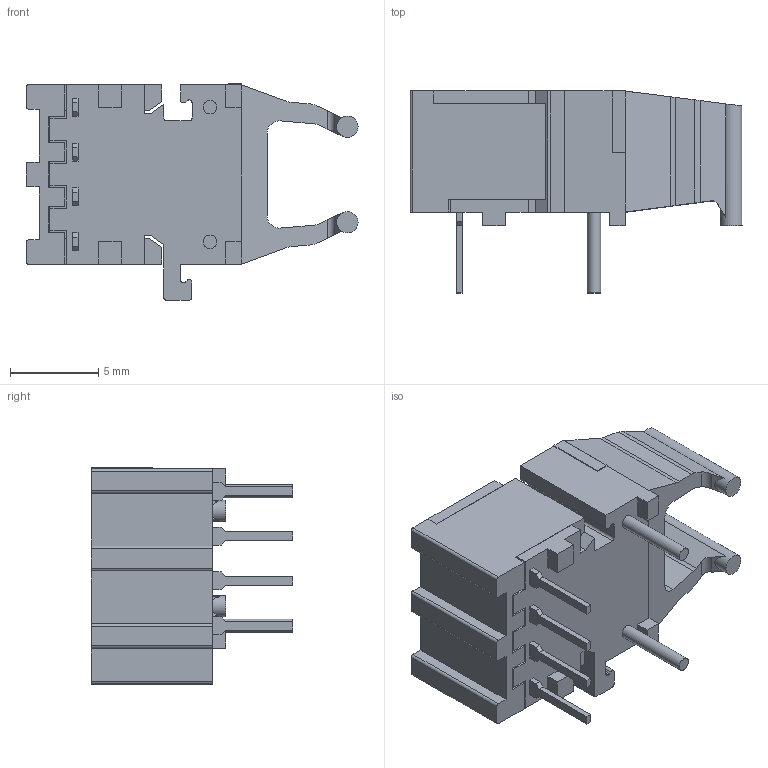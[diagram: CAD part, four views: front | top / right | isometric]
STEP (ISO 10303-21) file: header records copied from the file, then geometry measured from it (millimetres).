
FILE_DESCRIPTION(/* description */ ('STEP AP214'),/* implementation_level */ '2;1');
FILE_NAME(/* name */ 'xFBR_RX.stp',/* time_stamp */ '2024-03-14T17:00:40-04:00',/* author */ ('Ishaan'),/* organization */ (''),/* preprocessor_version */ 'ST-DEVELOPER v19.2',/* originating_system */ 'Autodesk Inventor 2024',/* authorisation */ '');
FILE_SCHEMA (('AUTOMOTIVE_DESIGN { 1 0 10303 214 3 1 1 }'));
Length unit declared in the file: inch
Products named in the file (2): AFBR-1624Z; AFBR-1624Z_1
Assembly tree (1 placements, depth 2):
  AFBR-1624Z
    AFBR-1624Z_1
Bounding box: 18.8 x 11.43 x 12.24 mm (x, y, z)
Volume: 842.4 mm3; surface area: 1386.5 mm2
Topology: 9 solids, 9 shells, 233 faces, 615 edges, 402 vertices
Faces by surface type: plane 199, cylinder 34
Full cylindrical faces by diameter (mm): 0.762 x2, 1 x1, 1.2 x2, 4.204 x1
Entity records: 7421 total; most frequent: CARTESIAN_POINT 1253, ORIENTED_EDGE 1230, DIRECTION 1159, EDGE_CURVE 615, LINE 543, VECTOR 543, VERTEX_POINT 402, AXIS2_PLACEMENT_3D 308
